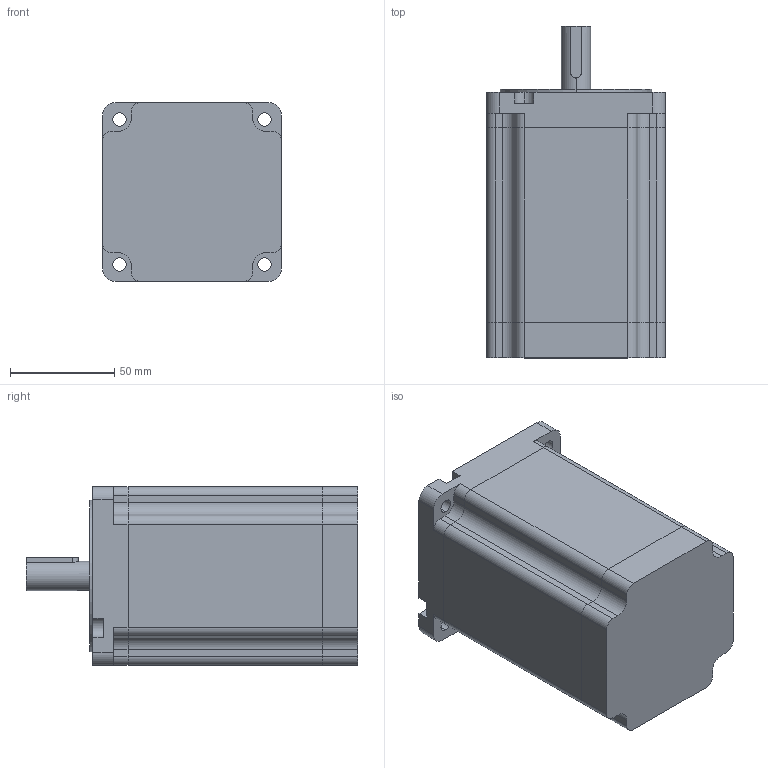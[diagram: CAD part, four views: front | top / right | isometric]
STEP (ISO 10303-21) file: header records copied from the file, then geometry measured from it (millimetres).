
FILE_DESCRIPTION (( 'STEP AP214' ), '1' );
FILE_NAME ('86AM10（86HS128-K1432-001).STEP', '2020-11-17T11:23:02', ( 'wimxt.com' ), ( 'wimxt.com' ), 'SwSTEP 2.0', 'SolidWorks 2014', '' );
FILE_SCHEMA (( 'AUTOMOTIVE_DESIGN' ));
Length unit declared in the file: millimetre
Products named in the file (5): 86A8S4隅赽; 86AM10（86HS128-K1432-001); 86瑩; 86A8S4傷裔; 86A4S4菁釱
Assembly tree (4 placements, depth 2):
  86AM10（86HS128-K1432-001)
    86A8S4隅赽
    86A4S4菁釱
    86A8S4傷裔
    86瑩
Bounding box: 86 x 159.5 x 86 mm (x, y, z)
Volume: 348521.6 mm3; surface area: 109562.3 mm2
Topology: 4 solids, 5 shells, 185 faces, 481 edges, 321 vertices
Faces by surface type: cylinder 100, plane 85
Entity records: 6003 total; most frequent: DIRECTION 1059, CARTESIAN_POINT 1032, ORIENTED_EDGE 962, EDGE_CURVE 481, AXIS2_PLACEMENT_3D 390, VERTEX_POINT 321, LINE 279, VECTOR 279
